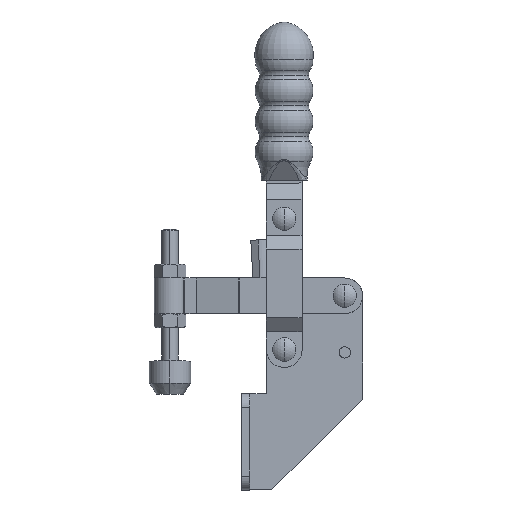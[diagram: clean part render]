
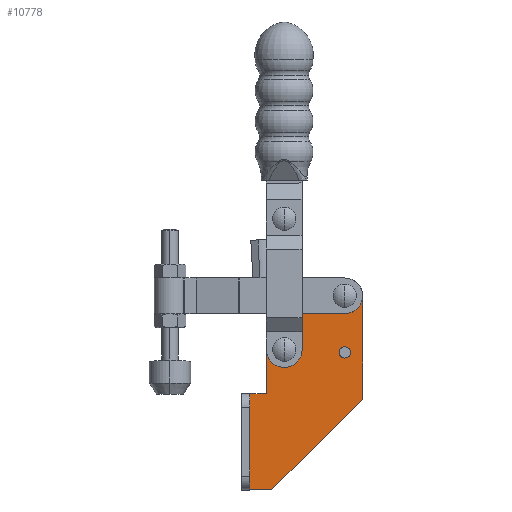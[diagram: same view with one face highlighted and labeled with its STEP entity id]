
A CAD part, top view. The second image highlights one B-rep face of the part: STEP entity #10778.
In plain terms, the highlighted planar face has unit normal (0, 0, 1).
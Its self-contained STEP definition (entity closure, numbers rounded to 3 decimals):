
#64 = CARTESIAN_POINT ( 'NONE',  ( 0., -2.04, 3. ) ) ;
#99 = CIRCLE ( 'NONE', #7781, 2.05 ) ;
#228 = DIRECTION ( 'NONE',  ( 0., 0., 1. ) ) ;
#246 = CARTESIAN_POINT ( 'NONE',  ( 0., 35.46, 3. ) ) ;
#260 = CARTESIAN_POINT ( 'NONE',  ( -28.5, 15.96, 3. ) ) ;
#378 = DIRECTION ( 'NONE',  ( 1., 0., 0. ) ) ;
#511 = DIRECTION ( 'NONE',  ( 1., 0., 0. ) ) ;
#625 = DIRECTION ( 'NONE',  ( 0., -1., 0. ) ) ;
#953 = VECTOR ( 'NONE', #4585, 1000. ) ;
#1016 = VERTEX_POINT ( 'NONE', #1235 ) ;
#1031 = CIRCLE ( 'NONE', #7231, 6.5 ) ;
#1049 = EDGE_CURVE ( 'NONE', #5740, #4882, #99, .T. ) ;
#1057 = VERTEX_POINT ( 'NONE', #246 ) ;
#1166 = DIRECTION ( 'NONE',  ( 1., 0., 0. ) ) ;
#1235 = CARTESIAN_POINT ( 'NONE',  ( -33., -35.04, 3. ) ) ;
#1242 = EDGE_CURVE ( 'NONE', #7807, #11221, #8984, .T. ) ;
#1277 = VECTOR ( 'NONE', #625, 1000. ) ;
#1342 = ORIENTED_EDGE ( 'NONE', *, *, #7978, .F. ) ;
#1504 = DIRECTION ( 'NONE',  ( -0.748, -0.663, 0. ) ) ;
#1658 = DIRECTION ( 'NONE',  ( 0., 0., 1. ) ) ;
#1731 = AXIS2_PLACEMENT_3D ( 'NONE', #7097, #1658, #7996 ) ;
#1768 = LINE ( 'NONE', #7833, #8695 ) ;
#1819 = AXIS2_PLACEMENT_3D ( 'NONE', #11341, #5963, #511 ) ;
#2028 = CARTESIAN_POINT ( 'NONE',  ( -6.5, 14.92, 3. ) ) ;
#2095 = FACE_BOUND ( 'NONE', #6782, .T. ) ;
#2097 = VERTEX_POINT ( 'NONE', #9758 ) ;
#2292 = LINE ( 'NONE', #7856, #11609 ) ;
#2302 = CARTESIAN_POINT ( 'NONE',  ( -6.5, 35.46, 3. ) ) ;
#2403 = VERTEX_POINT ( 'NONE', #3139 ) ;
#2502 = ORIENTED_EDGE ( 'NONE', *, *, #11393, .T. ) ;
#2570 = DIRECTION ( 'NONE',  ( -1., 0., 0. ) ) ;
#2574 = VECTOR ( 'NONE', #6345, 1000. ) ;
#2805 = CARTESIAN_POINT ( 'NONE',  ( -5., 35.46, 3. ) ) ;
#2812 = VERTEX_POINT ( 'NONE', #64 ) ;
#3010 = EDGE_CURVE ( 'NONE', #8055, #4345, #3895, .T. ) ;
#3120 = CARTESIAN_POINT ( 'NONE',  ( -41., -35.04, 3. ) ) ;
#3139 = CARTESIAN_POINT ( 'NONE',  ( -32.811, 20.824, 3. ) ) ;
#3141 = EDGE_CURVE ( 'NONE', #6431, #2097, #6730, .T. ) ;
#3142 = DIRECTION ( 'NONE',  ( 0., 1., 0. ) ) ;
#3222 = ORIENTED_EDGE ( 'NONE', *, *, #3141, .T. ) ;
#3238 = AXIS2_PLACEMENT_3D ( 'NONE', #6837, #10446, #5058 ) ;
#3352 = LINE ( 'NONE', #3667, #953 ) ;
#3389 = ORIENTED_EDGE ( 'NONE', *, *, #11526, .F. ) ;
#3667 = CARTESIAN_POINT ( 'NONE',  ( -35., 15.96, 3. ) ) ;
#3781 = CIRCLE ( 'NONE', #6531, 2.05 ) ;
#3876 = ORIENTED_EDGE ( 'NONE', *, *, #6408, .T. ) ;
#3895 = CIRCLE ( 'NONE', #1819, 1.5 ) ;
#3958 = EDGE_CURVE ( 'NONE', #2812, #1057, #9511, .T. ) ;
#3969 = ORIENTED_EDGE ( 'NONE', *, *, #9034, .T. ) ;
#3983 = CIRCLE ( 'NONE', #10878, 6.5 ) ;
#4123 = DIRECTION ( 'NONE',  ( 0., 0., 1. ) ) ;
#4255 = DIRECTION ( 'NONE',  ( 1., 0., 0. ) ) ;
#4337 = AXIS2_PLACEMENT_3D ( 'NONE', #11205, #5813, #378 ) ;
#4345 = VERTEX_POINT ( 'NONE', #6886 ) ;
#4383 = DIRECTION ( 'NONE',  ( 0., 0., 1. ) ) ;
#4404 = CARTESIAN_POINT ( 'NONE',  ( -44., -0.04, 3. ) ) ;
#4425 = EDGE_CURVE ( 'NONE', #4840, #1016, #2292, .T. ) ;
#4585 = DIRECTION ( 'NONE',  ( 0., -1., 0. ) ) ;
#4840 = VERTEX_POINT ( 'NONE', #3120 ) ;
#4882 = VERTEX_POINT ( 'NONE', #6827 ) ;
#5004 = VECTOR ( 'NONE', #3142, 1000. ) ;
#5058 = DIRECTION ( 'NONE',  ( 1., 0., 0. ) ) ;
#5166 = CARTESIAN_POINT ( 'NONE',  ( -41., 15.96, 3. ) ) ;
#5493 = EDGE_CURVE ( 'NONE', #1016, #2812, #9510, .T. ) ;
#5529 = EDGE_LOOP ( 'NONE', ( #3222, #3876, #5896, #11680, #7255, #11054, #2502, #3969, #9177 ) ) ;
#5605 = EDGE_LOOP ( 'NONE', ( #1342, #6535 ) ) ;
#5654 = CARTESIAN_POINT ( 'NONE',  ( -6.5, 14.92, 3. ) ) ;
#5740 = VERTEX_POINT ( 'NONE', #6766 ) ;
#5813 = DIRECTION ( 'NONE',  ( 0., 0., 1. ) ) ;
#5896 = ORIENTED_EDGE ( 'NONE', *, *, #4425, .T. ) ;
#5937 = EDGE_CURVE ( 'NONE', #1057, #10692, #3983, .T. ) ;
#5963 = DIRECTION ( 'NONE',  ( 0., 0., 1. ) ) ;
#6345 = DIRECTION ( 'NONE',  ( 0.707, 0.707, 0. ) ) ;
#6408 = EDGE_CURVE ( 'NONE', #2097, #4840, #10888, .T. ) ;
#6431 = VERTEX_POINT ( 'NONE', #8782 ) ;
#6531 = AXIS2_PLACEMENT_3D ( 'NONE', #5654, #228, #6571 ) ;
#6535 = ORIENTED_EDGE ( 'NONE', *, *, #3010, .F. ) ;
#6550 = DIRECTION ( 'NONE',  ( 1., 0., 0. ) ) ;
#6571 = DIRECTION ( 'NONE',  ( 1., 0., 0. ) ) ;
#6601 = DIRECTION ( 'NONE',  ( 0., 0., 1. ) ) ;
#6614 = ORIENTED_EDGE ( 'NONE', *, *, #10538, .F. ) ;
#6695 = CARTESIAN_POINT ( 'NONE',  ( -8., 35.46, 3. ) ) ;
#6730 = LINE ( 'NONE', #4404, #9679 ) ;
#6766 = CARTESIAN_POINT ( 'NONE',  ( -8.55, 14.92, 3. ) ) ;
#6782 = EDGE_LOOP ( 'NONE', ( #6614, #8846 ) ) ;
#6827 = CARTESIAN_POINT ( 'NONE',  ( -4.45, 14.92, 3. ) ) ;
#6837 = CARTESIAN_POINT ( 'NONE',  ( -28.5, 15.96, 3. ) ) ;
#6886 = CARTESIAN_POINT ( 'NONE',  ( -30., 15.96, 3. ) ) ;
#6910 = FACE_OUTER_BOUND ( 'NONE', #5529, .T. ) ;
#7097 = CARTESIAN_POINT ( 'NONE',  ( -6.5, 35.46, 3. ) ) ;
#7140 = EDGE_LOOP ( 'NONE', ( #3389, #8991 ) ) ;
#7191 = FACE_BOUND ( 'NONE', #7140, .T. ) ;
#7231 = AXIS2_PLACEMENT_3D ( 'NONE', #260, #6601, #1166 ) ;
#7255 = ORIENTED_EDGE ( 'NONE', *, *, #3958, .T. ) ;
#7453 = DIRECTION ( 'NONE',  ( 0., 0., 1. ) ) ;
#7576 = CIRCLE ( 'NONE', #4337, 1.5 ) ;
#7667 = CARTESIAN_POINT ( 'NONE',  ( 0., 35.46, 3. ) ) ;
#7781 = AXIS2_PLACEMENT_3D ( 'NONE', #2028, #7453, #6550 ) ;
#7807 = VERTEX_POINT ( 'NONE', #2805 ) ;
#7833 = CARTESIAN_POINT ( 'NONE',  ( -10.811, 40.324, 3. ) ) ;
#7855 = CIRCLE ( 'NONE', #1731, 1.5 ) ;
#7856 = CARTESIAN_POINT ( 'NONE',  ( -44., -35.04, 3. ) ) ;
#7867 = VERTEX_POINT ( 'NONE', #11053 ) ;
#7978 = EDGE_CURVE ( 'NONE', #4345, #8055, #7576, .T. ) ;
#7996 = DIRECTION ( 'NONE',  ( 1., 0., 0. ) ) ;
#8055 = VERTEX_POINT ( 'NONE', #9481 ) ;
#8517 = CARTESIAN_POINT ( 'NONE',  ( -10.811, 40.324, 3. ) ) ;
#8634 = PLANE ( 'NONE',  #3238 ) ;
#8695 = VECTOR ( 'NONE', #1504, 1000. ) ;
#8782 = CARTESIAN_POINT ( 'NONE',  ( -35., -0.04, 3. ) ) ;
#8807 = CARTESIAN_POINT ( 'NONE',  ( -33., -35.04, 3. ) ) ;
#8846 = ORIENTED_EDGE ( 'NONE', *, *, #1049, .F. ) ;
#8984 = CIRCLE ( 'NONE', #9969, 1.5 ) ;
#8991 = ORIENTED_EDGE ( 'NONE', *, *, #1242, .F. ) ;
#8995 = FACE_BOUND ( 'NONE', #5605, .T. ) ;
#9034 = EDGE_CURVE ( 'NONE', #2403, #7867, #1031, .T. ) ;
#9177 = ORIENTED_EDGE ( 'NONE', *, *, #10409, .T. ) ;
#9481 = CARTESIAN_POINT ( 'NONE',  ( -27., 15.96, 3. ) ) ;
#9510 = LINE ( 'NONE', #8807, #2574 ) ;
#9511 = LINE ( 'NONE', #7667, #5004 ) ;
#9530 = DIRECTION ( 'NONE',  ( 1., 0., 0. ) ) ;
#9679 = VECTOR ( 'NONE', #2570, 1000. ) ;
#9758 = CARTESIAN_POINT ( 'NONE',  ( -41., -0.04, 3. ) ) ;
#9785 = CARTESIAN_POINT ( 'NONE',  ( -6.5, 35.46, 3. ) ) ;
#9969 = AXIS2_PLACEMENT_3D ( 'NONE', #2302, #4123, #9530 ) ;
#10409 = EDGE_CURVE ( 'NONE', #7867, #6431, #3352, .T. ) ;
#10446 = DIRECTION ( 'NONE',  ( 0., 0., 1. ) ) ;
#10538 = EDGE_CURVE ( 'NONE', #4882, #5740, #3781, .T. ) ;
#10692 = VERTEX_POINT ( 'NONE', #8517 ) ;
#10693 = DIRECTION ( 'NONE',  ( 1., 0., 0. ) ) ;
#10778 = ADVANCED_FACE ( 'NONE', ( #7191, #8995, #2095, #6910 ), #8634, .T. ) ;
#10878 = AXIS2_PLACEMENT_3D ( 'NONE', #9785, #4383, #10693 ) ;
#10888 = LINE ( 'NONE', #5166, #1277 ) ;
#11053 = CARTESIAN_POINT ( 'NONE',  ( -35., 15.96, 3. ) ) ;
#11054 = ORIENTED_EDGE ( 'NONE', *, *, #5937, .T. ) ;
#11205 = CARTESIAN_POINT ( 'NONE',  ( -28.5, 15.96, 3. ) ) ;
#11221 = VERTEX_POINT ( 'NONE', #6695 ) ;
#11341 = CARTESIAN_POINT ( 'NONE',  ( -28.5, 15.96, 3. ) ) ;
#11393 = EDGE_CURVE ( 'NONE', #10692, #2403, #1768, .T. ) ;
#11526 = EDGE_CURVE ( 'NONE', #11221, #7807, #7855, .T. ) ;
#11609 = VECTOR ( 'NONE', #4255, 1000. ) ;
#11680 = ORIENTED_EDGE ( 'NONE', *, *, #5493, .T. ) ;
